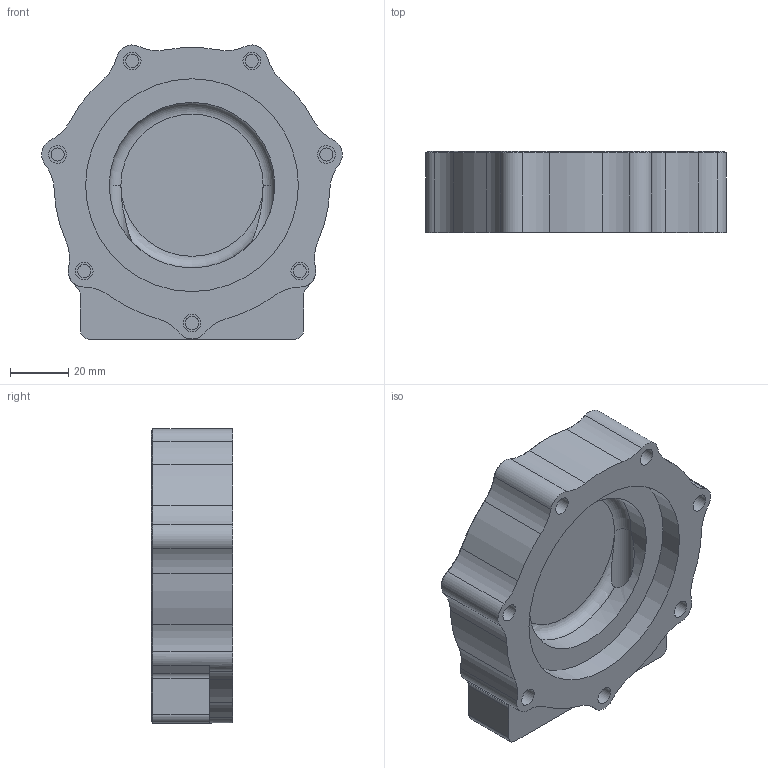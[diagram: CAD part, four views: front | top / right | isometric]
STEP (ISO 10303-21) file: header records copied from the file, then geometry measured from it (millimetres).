
FILE_DESCRIPTION(/* description */ (''),/* implementation_level */ '2;1');
FILE_NAME(/* name */ 'Top.step',/* time_stamp */ '2024-05-27T14:07:30-04:00',/* author */ (''),/* organization */ (''),/* preprocessor_version */ 'ST-DEVELOPER v20',/* originating_system */ 'Autodesk Translation Framework v12.20.1.177',/* authorisation */ '');
FILE_SCHEMA (('AUTOMOTIVE_DESIGN { 1 0 10303 214 3 1 1 }'));
Length unit declared in the file: millimetre
Products named in the file (1): Top
Bounding box: 103.62 x 28 x 101.29 mm (x, y, z)
Volume: 154579.8 mm3; surface area: 34040.4 mm2
Topology: 1 solids, 1 shells, 119 faces, 263 edges, 162 vertices
Faces by surface type: cylinder 54, plane 32, cone 31, torus 2
Full cylindrical faces by diameter (mm): 2.529 x2, 4.5 x7, 6.1 x7, 8 x2, 10.719 x2, 57 x1, 73.3 x1
Entity records: 3385 total; most frequent: DIRECTION 642, CARTESIAN_POINT 603, ORIENTED_EDGE 522, AXIS2_PLACEMENT_3D 265, EDGE_CURVE 261, VERTEX_POINT 162, CIRCLE 145, EDGE_LOOP 141
